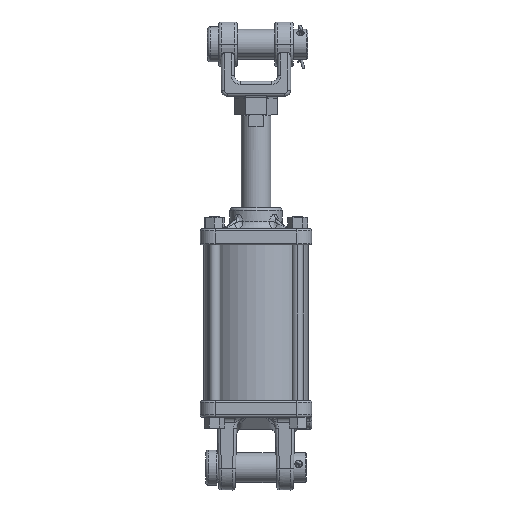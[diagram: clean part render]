
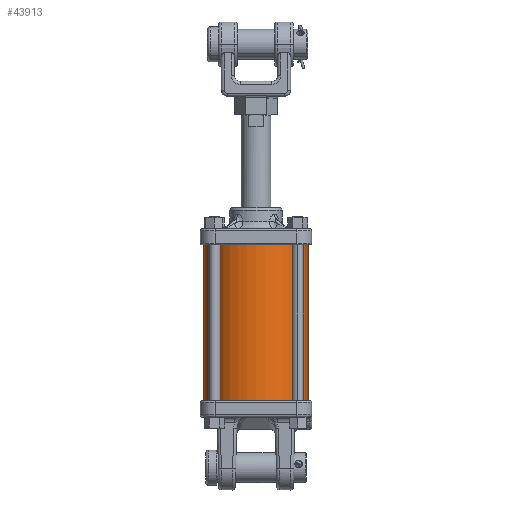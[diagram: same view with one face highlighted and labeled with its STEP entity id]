
A CAD part, front view. The second image highlights one B-rep face of the part: STEP entity #43913.
In plain terms, the highlighted cylindrical face has radius 44.45 mm (diameter 88.9 mm), a partial arc.
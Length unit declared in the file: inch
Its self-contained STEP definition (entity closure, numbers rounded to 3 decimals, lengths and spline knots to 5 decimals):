
#1087 = FACE_OUTER_BOUND ( 'NONE', #33401, .T. ) ;
#2465 = CARTESIAN_POINT ( 'NONE',  ( 1.75, 0., 5.5 ) ) ;
#2643 = CIRCLE ( 'NONE', #44158, 1.75 ) ;
#3462 = DIRECTION ( 'NONE',  ( 1., 0., 0. ) ) ;
#4448 = CYLINDRICAL_SURFACE ( 'NONE', #25931, 1.75 ) ;
#8207 = CARTESIAN_POINT ( 'NONE',  ( -1.75, 0., 0. ) ) ;
#8495 = DIRECTION ( 'NONE',  ( 0., 0., -1. ) ) ;
#8708 = CARTESIAN_POINT ( 'NONE',  ( 0., 0., 5.5 ) ) ;
#9228 = EDGE_CURVE ( 'NONE', #44275, #38255, #30453, .T. ) ;
#10157 = DIRECTION ( 'NONE',  ( 1., 0., 0. ) ) ;
#13537 = DIRECTION ( 'NONE',  ( 0., 0., 1. ) ) ;
#14923 = ORIENTED_EDGE ( 'NONE', *, *, #36768, .F. ) ;
#15406 = DIRECTION ( 'NONE',  ( 0., 0., -1. ) ) ;
#16151 = EDGE_CURVE ( 'NONE', #43811, #38255, #18082, .T. ) ;
#16235 = DIRECTION ( 'NONE',  ( 0., 0., -1. ) ) ;
#16828 = CARTESIAN_POINT ( 'NONE',  ( 0., 0., 5.5 ) ) ;
#17609 = EDGE_CURVE ( 'NONE', #41082, #44275, #22973, .T. ) ;
#18082 = LINE ( 'NONE', #24834, #41316 ) ;
#18265 = AXIS2_PLACEMENT_3D ( 'NONE', #26543, #13537, #3462 ) ;
#22046 = VECTOR ( 'NONE', #16235, 39.37008 ) ;
#22755 = ORIENTED_EDGE ( 'NONE', *, *, #9228, .T. ) ;
#22973 = LINE ( 'NONE', #30373, #22046 ) ;
#23594 = DIRECTION ( 'NONE',  ( 0., 0., 1. ) ) ;
#24834 = CARTESIAN_POINT ( 'NONE',  ( 1.75, 0., 5.5 ) ) ;
#25931 = AXIS2_PLACEMENT_3D ( 'NONE', #8708, #8495, #38963 ) ;
#26543 = CARTESIAN_POINT ( 'NONE',  ( 0., 0., 0. ) ) ;
#28382 = ORIENTED_EDGE ( 'NONE', *, *, #17609, .T. ) ;
#30373 = CARTESIAN_POINT ( 'NONE',  ( -1.75, 0., 5.5 ) ) ;
#30453 = CIRCLE ( 'NONE', #18265, 1.75 ) ;
#33401 = EDGE_LOOP ( 'NONE', ( #36598, #14923, #28382, #22755 ) ) ;
#34477 = CARTESIAN_POINT ( 'NONE',  ( 1.75, 0., 0. ) ) ;
#36598 = ORIENTED_EDGE ( 'NONE', *, *, #16151, .F. ) ;
#36768 = EDGE_CURVE ( 'NONE', #41082, #43811, #2643, .T. ) ;
#38255 = VERTEX_POINT ( 'NONE', #34477 ) ;
#38963 = DIRECTION ( 'NONE',  ( -1., 0., 0. ) ) ;
#41082 = VERTEX_POINT ( 'NONE', #44123 ) ;
#41316 = VECTOR ( 'NONE', #15406, 39.37008 ) ;
#43811 = VERTEX_POINT ( 'NONE', #2465 ) ;
#43913 = ADVANCED_FACE ( 'NONE', ( #1087 ), #4448, .T. ) ;
#44123 = CARTESIAN_POINT ( 'NONE',  ( -1.75, 0., 5.5 ) ) ;
#44158 = AXIS2_PLACEMENT_3D ( 'NONE', #16828, #23594, #10157 ) ;
#44275 = VERTEX_POINT ( 'NONE', #8207 ) ;
